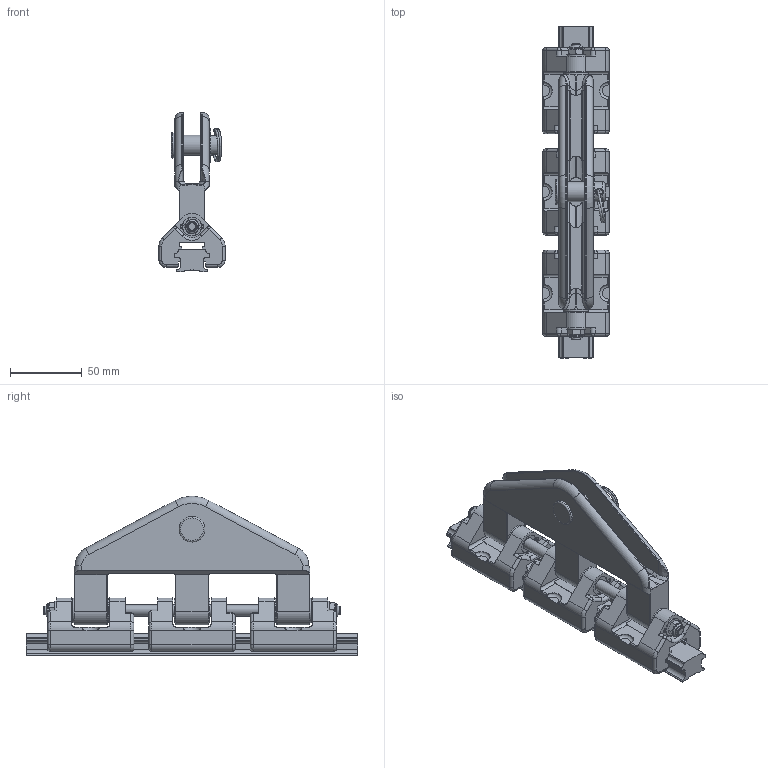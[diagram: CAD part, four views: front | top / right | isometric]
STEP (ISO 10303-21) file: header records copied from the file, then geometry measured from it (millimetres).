
FILE_DESCRIPTION(/* description */ (''),/* implementation_level */ '2;1');
FILE_NAME(/* name */ 'HS24.60T.stp',/* time_stamp */ '2021-04-12T14:23:15+02:00',/* author */ ('lucade'),/* organization */ (''),/* preprocessor_version */ 'ST-DEVELOPER v18.1',/* originating_system */ 'Autodesk Inventor 2021',/* authorisation */ '');
FILE_SCHEMA (('AUTOMOTIVE_DESIGN { 1 0 10303 214 3 1 1 }'));
Products named in the file (1): 20012710
Bounding box: 46 x 231 x 111 mm (x, y, z)
Volume: 311159.5 mm3; surface area: 109890.1 mm2
Topology: 4 solids, 22 shells, 1411 faces, 3700 edges, 2336 vertices
Faces by surface type: cylinder 507, plane 407, torus 235, cone 156, bspline 94, sphere 12
Full cylindrical faces by diameter (mm): 2.5 x3, 2.9 x18, 3.1 x18, 4 x1, 5.5 x12, 6 x4, 6.4 x2, 6.5 x2, 8 x1, 8.2 x9, 8.4 x6, 9.5 x2, 13 x2, 13.5 x3, 14 x1, 14.5 x2, 15 x1, 17 x6, 17.8 x1, 24 x1
Entity records: 56585 total; most frequent: CARTESIAN_POINT 22649, ORIENTED_EDGE 7340, DIRECTION 6998, EDGE_CURVE 3670, AXIS2_PLACEMENT_3D 2832, VERTEX_POINT 2336, EDGE_LOOP 1491, CIRCLE 1430
